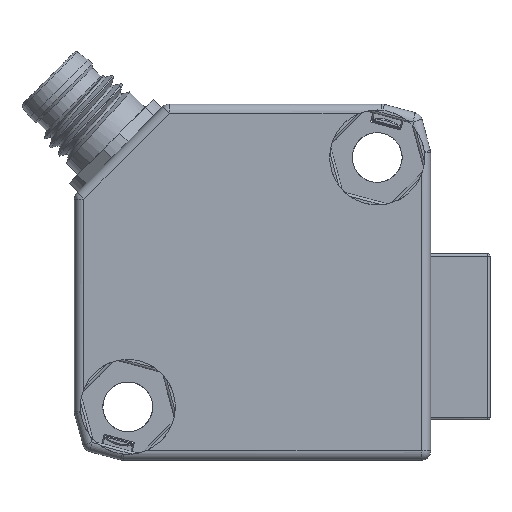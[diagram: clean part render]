
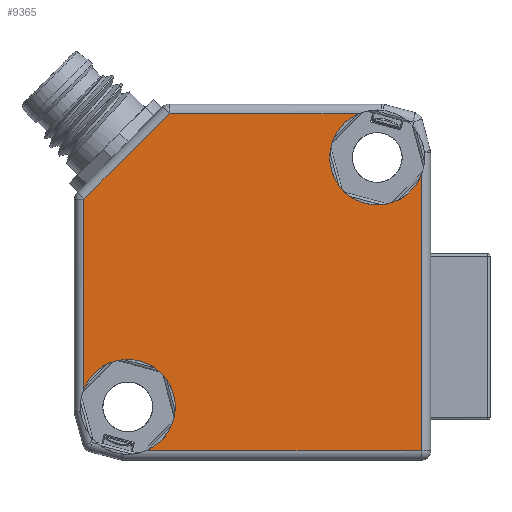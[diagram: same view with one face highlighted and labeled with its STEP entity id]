
A CAD part, front view. The second image highlights one B-rep face of the part: STEP entity #9365.
In plain terms, the highlighted planar face has unit normal (0, -1, 0).
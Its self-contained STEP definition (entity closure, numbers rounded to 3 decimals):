
#6849=DIRECTION('',(0.,0.,1.));
#6850=VECTOR('',#6849,23.18);
#6851=CARTESIAN_POINT('',(29.2,-8.1,0.8));
#6852=LINE('',#6851,#6850);
#6853=DIRECTION('',(1.,0.,0.));
#6854=VECTOR('',#6853,23.18);
#6855=CARTESIAN_POINT('',(6.02,-8.1,0.8));
#6856=LINE('',#6855,#6854);
#6857=CARTESIAN_POINT('',(4.5,-8.1,4.5));
#6858=DIRECTION('',(0.,-1.,0.));
#6859=DIRECTION('',(0.38,0.,-0.925));
#6860=AXIS2_PLACEMENT_3D('',#6857,#6858,#6859);
#6862=CARTESIAN_POINT('',(4.5,-8.1,4.5));
#6863=DIRECTION('',(0.,-1.,0.));
#6864=DIRECTION('',(0.707,0.,0.707));
#6865=AXIS2_PLACEMENT_3D('',#6862,#6863,#6864);
#6867=DIRECTION('',(0.,0.,-1.));
#6868=VECTOR('',#6867,15.975);
#6869=CARTESIAN_POINT('',(0.8,-8.1,21.995));
#6870=LINE('',#6869,#6868);
#6871=DIRECTION('',(-0.707,0.,-0.707));
#6872=VECTOR('',#6871,10.19);
#6873=CARTESIAN_POINT('',(8.005,-8.1,29.2));
#6874=LINE('',#6873,#6872);
#6875=DIRECTION('',(-1.,0.,0.));
#6876=VECTOR('',#6875,15.975);
#6877=CARTESIAN_POINT('',(23.98,-8.1,29.2));
#6878=LINE('',#6877,#6876);
#6879=CARTESIAN_POINT('',(25.5,-8.1,25.5));
#6880=DIRECTION('',(0.,-1.,0.));
#6881=DIRECTION('',(-0.38,0.,0.925));
#6882=AXIS2_PLACEMENT_3D('',#6879,#6880,#6881);
#6884=CARTESIAN_POINT('',(25.5,-8.1,25.5));
#6885=DIRECTION('',(0.,-1.,0.));
#6886=DIRECTION('',(-0.707,0.,-0.707));
#6887=AXIS2_PLACEMENT_3D('',#6884,#6885,#6886);
#6952=CARTESIAN_POINT('',(29.2,-8.1,23.98));
#7089=CARTESIAN_POINT('',(23.98,-8.1,29.2));
#8170=CARTESIAN_POINT('',(6.02,-8.1,0.8));
#8277=CARTESIAN_POINT('',(0.8,-8.1,6.02));
#8848=CARTESIAN_POINT('',(22.672,-8.1,22.672));
#8850=VERTEX_POINT('',#8848);
#8852=CARTESIAN_POINT('',(7.328,-8.1,7.328));
#8854=VERTEX_POINT('',#8852);
#8961=VERTEX_POINT('',#6952);
#8966=CARTESIAN_POINT('',(29.2,-8.1,0.8));
#8967=VERTEX_POINT('',#8966);
#8983=VERTEX_POINT('',#7089);
#8985=CARTESIAN_POINT('',(8.005,-8.1,29.2));
#8986=VERTEX_POINT('',#8985);
#8995=CARTESIAN_POINT('',(0.8,-8.1,21.995));
#8996=VERTEX_POINT('',#8995);
#9004=VERTEX_POINT('',#8277);
#9020=VERTEX_POINT('',#8170);
#9340=CARTESIAN_POINT('',(15.,-8.1,15.));
#9341=DIRECTION('',(0.,-1.,0.));
#9342=DIRECTION('',(0.707,0.,0.707));
#9343=AXIS2_PLACEMENT_3D('',#9340,#9341,#9342);
#9344=PLANE('',#9343);
#9346=ORIENTED_EDGE('',*,*,#9345,.F.);
#9348=ORIENTED_EDGE('',*,*,#9347,.F.);
#9350=ORIENTED_EDGE('',*,*,#9349,.T.);
#9352=ORIENTED_EDGE('',*,*,#9351,.T.);
#9354=ORIENTED_EDGE('',*,*,#9353,.F.);
#9356=ORIENTED_EDGE('',*,*,#9355,.F.);
#9358=ORIENTED_EDGE('',*,*,#9357,.F.);
#9360=ORIENTED_EDGE('',*,*,#9359,.T.);
#9362=ORIENTED_EDGE('',*,*,#9361,.T.);
#9363=EDGE_LOOP('',(#9346,#9348,#9350,#9352,#9354,#9356,#9358,#9360,#9362));
#9364=FACE_OUTER_BOUND('',#9363,.F.);
#6861=CIRCLE('',#6860,4.);
#6866=CIRCLE('',#6865,4.);
#6883=CIRCLE('',#6882,4.);
#6888=CIRCLE('',#6887,4.);
#9345=EDGE_CURVE('',#8967,#8961,#6852,.T.);
#9347=EDGE_CURVE('',#9020,#8967,#6856,.T.);
#9349=EDGE_CURVE('',#9020,#8854,#6861,.T.);
#9351=EDGE_CURVE('',#8854,#9004,#6866,.T.);
#9353=EDGE_CURVE('',#8996,#9004,#6870,.T.);
#9355=EDGE_CURVE('',#8986,#8996,#6874,.T.);
#9357=EDGE_CURVE('',#8983,#8986,#6878,.T.);
#9359=EDGE_CURVE('',#8983,#8850,#6883,.T.);
#9361=EDGE_CURVE('',#8850,#8961,#6888,.T.);
#9365=ADVANCED_FACE('',(#9364),#9344,.T.);
